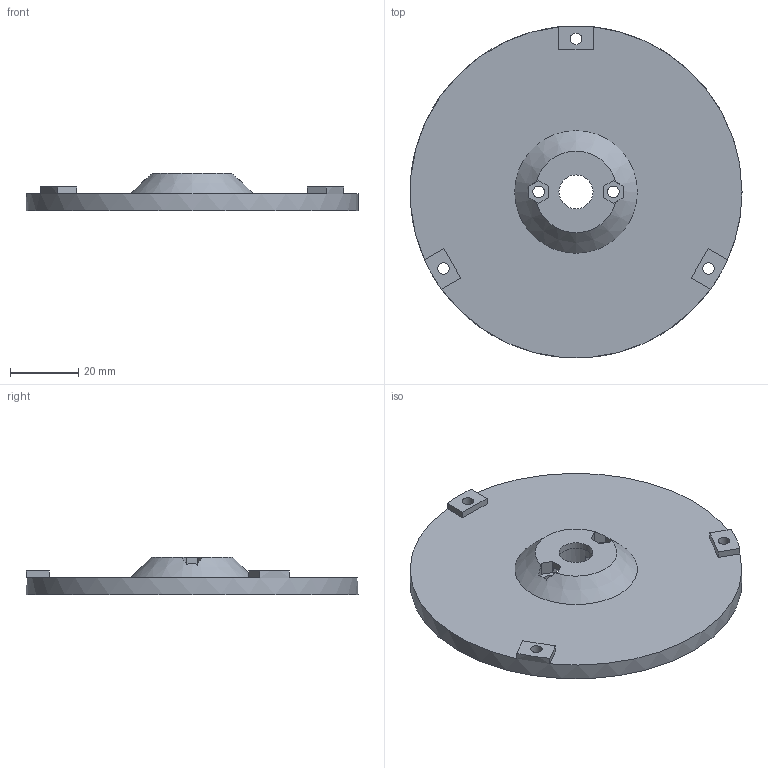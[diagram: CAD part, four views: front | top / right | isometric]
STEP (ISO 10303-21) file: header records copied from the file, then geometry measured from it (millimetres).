
FILE_DESCRIPTION(('FreeCAD Model'),'2;1');
FILE_NAME('Art2BodyAWindow.step', '2017-01-10T08:58:55',('Author'),(''), 'Open CASCADE STEP processor 6.8','FreeCAD','Unknown');
FILE_SCHEMA(('AUTOMOTIVE_DESIGN_CC2 { 1 2 10303 214 -1 1 5 4 }'));
Length unit declared in the file: millimetre
Products named in the file (2): ASSEMBLY; Art2BodyAWindow
Assembly tree (1 placements, depth 2):
  ASSEMBLY
    Art2BodyAWindow
Bounding box: 97.6 x 97.6 x 11 mm (x, y, z)
Volume: 39011.9 mm3; surface area: 17799.7 mm2
Topology: 1 solids, 1 shells, 53 faces, 150 edges, 100 vertices
Faces by surface type: plane 41, cylinder 11, cone 1
Full cylindrical faces by diameter (mm): 3.4 x5, 5.9 x3, 10 x1, 16.4 x1, 97.6 x1
Entity records: 4081 total; most frequent: CARTESIAN_POINT 1108, DIRECTION 528, ORIENTED_EDGE 300, PCURVE 300, DEFINITIONAL_REPRESENTATION 300, LINE 297, VECTOR 297, EDGE_CURVE 150
